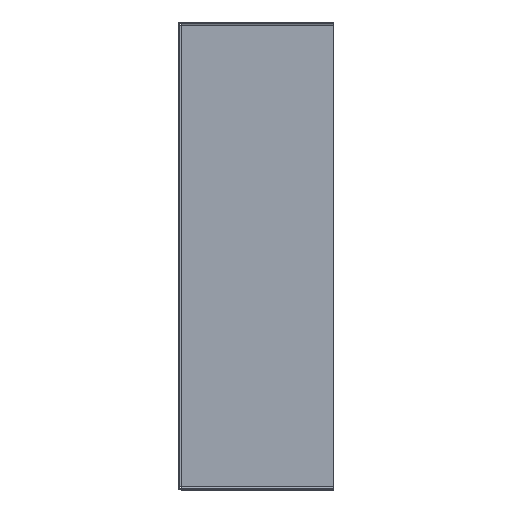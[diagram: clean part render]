
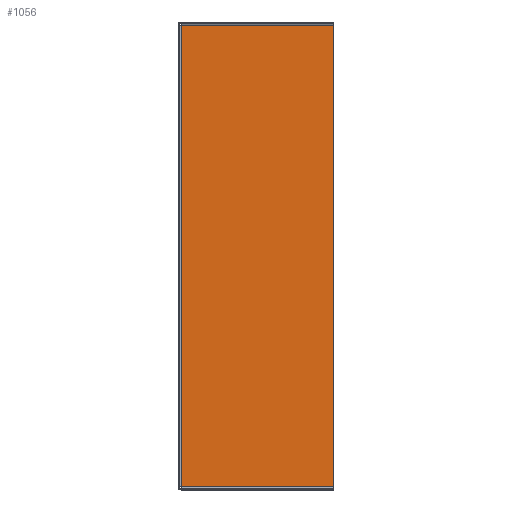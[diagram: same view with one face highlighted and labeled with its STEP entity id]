
A CAD part, top view. The second image highlights one B-rep face of the part: STEP entity #1056.
In plain terms, the highlighted planar face has unit normal (0, 0, 1).
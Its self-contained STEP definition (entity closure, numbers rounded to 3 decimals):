
#30 = CARTESIAN_POINT ( 'NONE',  ( 35.8, 107.6, 0.8 ) ) ;
#35 = CARTESIAN_POINT ( 'NONE',  ( -34.4, 107.6, 0.8 ) ) ;
#37 = CARTESIAN_POINT ( 'NONE',  ( 35.8, 106.2, 0.8 ) ) ;
#41 = DIRECTION ( 'NONE',  ( 0., 1., 0. ) ) ;
#45 = DIRECTION ( 'NONE',  ( 0., -1., 0. ) ) ;
#63 = CARTESIAN_POINT ( 'NONE',  ( -34.4, -106.2, 0.8 ) ) ;
#131 = ORIENTED_EDGE ( 'NONE', *, *, #428, .T. ) ;
#165 = VERTEX_POINT ( 'NONE', #882 ) ;
#172 = AXIS2_PLACEMENT_3D ( 'NONE', #317, #313, #323 ) ;
#204 = CARTESIAN_POINT ( 'NONE',  ( 1111.8, -106.2, 0.8 ) ) ;
#209 = DIRECTION ( 'NONE',  ( -1., 0., 0. ) ) ;
#228 = VERTEX_POINT ( 'NONE', #778 ) ;
#249 = ORIENTED_EDGE ( 'NONE', *, *, #947, .F. ) ;
#256 = LINE ( 'NONE', #765, #544 ) ;
#268 = VERTEX_POINT ( 'NONE', #37 ) ;
#313 = DIRECTION ( 'NONE',  ( 0., 0., 1. ) ) ;
#317 = CARTESIAN_POINT ( 'NONE',  ( -35.8, -107.6, 0.8 ) ) ;
#320 = PLANE ( 'NONE',  #172 ) ;
#323 = DIRECTION ( 'NONE',  ( 1., 0., 0. ) ) ;
#342 = VERTEX_POINT ( 'NONE', #63 ) ;
#428 = EDGE_CURVE ( 'NONE', #268, #165, #256, .T. ) ;
#541 = VECTOR ( 'NONE', #41, 1000. ) ;
#544 = VECTOR ( 'NONE', #950, 1000. ) ;
#765 = CARTESIAN_POINT ( 'NONE',  ( 1111.8, 106.2, 0.8 ) ) ;
#778 = CARTESIAN_POINT ( 'NONE',  ( 35.8, -106.2, 0.8 ) ) ;
#796 = EDGE_CURVE ( 'NONE', #228, #268, #1092, .T. ) ;
#797 = EDGE_CURVE ( 'NONE', #165, #342, #1087, .T. ) ;
#852 = EDGE_LOOP ( 'NONE', ( #1038, #249, #981, #131 ) ) ;
#882 = CARTESIAN_POINT ( 'NONE',  ( -34.4, 106.2, 0.8 ) ) ;
#947 = EDGE_CURVE ( 'NONE', #228, #342, #1033, .T. ) ;
#950 = DIRECTION ( 'NONE',  ( -1., 0., 0. ) ) ;
#981 = ORIENTED_EDGE ( 'NONE', *, *, #796, .T. ) ;
#1033 = LINE ( 'NONE', #204, #1060 ) ;
#1038 = ORIENTED_EDGE ( 'NONE', *, *, #797, .T. ) ;
#1056 = ADVANCED_FACE ( 'NONE', ( #1124 ), #320, .T. ) ;
#1060 = VECTOR ( 'NONE', #209, 1000. ) ;
#1087 = LINE ( 'NONE', #35, #1088 ) ;
#1088 = VECTOR ( 'NONE', #45, 1000. ) ;
#1092 = LINE ( 'NONE', #30, #541 ) ;
#1124 = FACE_OUTER_BOUND ( 'NONE', #852, .T. ) ;
